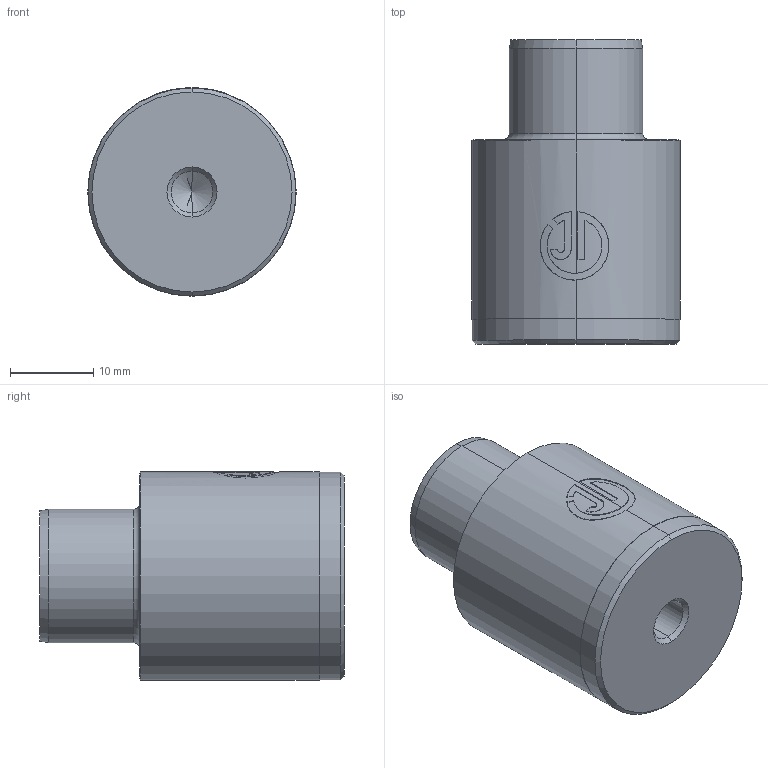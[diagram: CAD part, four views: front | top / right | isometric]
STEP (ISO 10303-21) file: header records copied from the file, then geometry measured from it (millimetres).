
FILE_DESCRIPTION (( 'STEP AP214' ), '1' );
FILE_NAME ('VBFD-D25.step', '2021-10-11T03:27:43', ( 'User' ), ( 'china' ), 'SwSTEP 2.0', 'SolidWorks 2016', '' );
FILE_SCHEMA (( 'AUTOMOTIVE_DESIGN' ));
Length unit declared in the file: millimetre
Products named in the file (1): VBFD-D25
Bounding box: 25 x 36.5 x 25 mm (x, y, z)
Volume: 14117.8 mm3; surface area: 3700 mm2
Topology: 1 solids, 1 shells, 44 faces, 105 edges, 65 vertices
Faces by surface type: cylinder 20, plane 12, cone 10, torus 2
Entity records: 1555 total; most frequent: CARTESIAN_POINT 517, ORIENTED_EDGE 206, DIRECTION 199, EDGE_CURVE 103, AXIS2_PLACEMENT_3D 77, VERTEX_POINT 65, EDGE_LOOP 48, VECTOR 45
